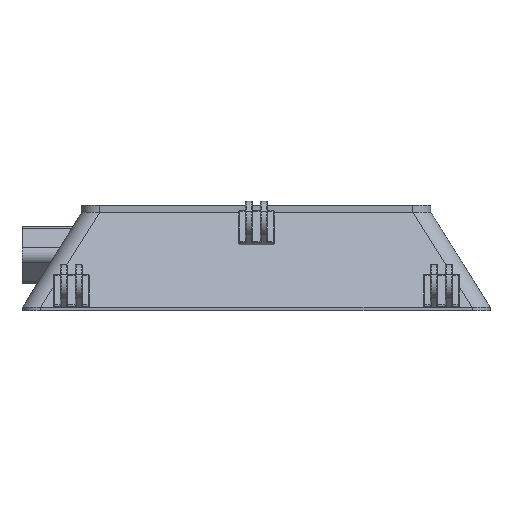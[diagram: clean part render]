
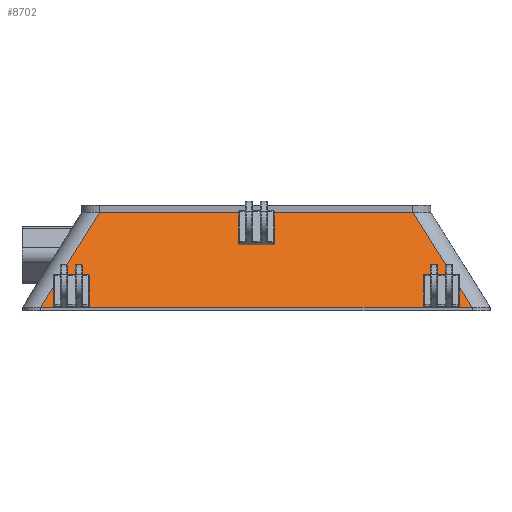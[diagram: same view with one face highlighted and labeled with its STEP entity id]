
A CAD part, front view. The second image highlights one B-rep face of the part: STEP entity #8702.
In plain terms, the highlighted free-form (B-spline) face has degree [1, 1] with [2, 2] control points.
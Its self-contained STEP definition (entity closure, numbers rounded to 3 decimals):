
#7355 = VERTEX_POINT('',#7356);
#7356 = CARTESIAN_POINT('',(91.,-57.5,1.5));
#7363 = EDGE_CURVE('',#7355,#7364,#7366,.T.);
#7364 = VERTEX_POINT('',#7365);
#7365 = CARTESIAN_POINT('',(-91.,-57.5,1.5));
#7366 = LINE('',#7367,#7368);
#7367 = CARTESIAN_POINT('',(91.,-57.5,1.5));
#7368 = VECTOR('',#7369,1.);
#7369 = DIRECTION('',(-1.,0.,0.));
#7824 = VERTEX_POINT('',#7825);
#7825 = CARTESIAN_POINT('',(-66.,-39.5,41.5));
#8379 = VERTEX_POINT('',#8380);
#8380 = CARTESIAN_POINT('',(66.,-39.5,41.5));
#8387 = EDGE_CURVE('',#8379,#7824,#8388,.T.);
#8388 = LINE('',#8389,#8390);
#8389 = CARTESIAN_POINT('',(66.,-39.5,41.5));
#8390 = VECTOR('',#8391,1.);
#8391 = DIRECTION('',(-1.,0.,0.));
#8677 = EDGE_CURVE('',#7355,#8379,#8678,.T.);
#8678 = B_SPLINE_CURVE_WITH_KNOTS('',1,(#8679,#8680),.UNSPECIFIED.,.F.,
  .F.,(2,2),(0.,1.),.PIECEWISE_BEZIER_KNOTS.);
#8679 = CARTESIAN_POINT('',(91.,-57.5,1.5));
#8680 = CARTESIAN_POINT('',(66.,-39.5,41.5));
#8702 = ADVANCED_FACE('',(#8703),#8713,.F.);
#8703 = FACE_BOUND('',#8704,.F.);
#8704 = EDGE_LOOP('',(#8705,#8706,#8711,#8712));
#8705 = ORIENTED_EDGE('',*,*,#7363,.T.);
#8706 = ORIENTED_EDGE('',*,*,#8707,.T.);
#8707 = EDGE_CURVE('',#7364,#7824,#8708,.T.);
#8708 = B_SPLINE_CURVE_WITH_KNOTS('',1,(#8709,#8710),.UNSPECIFIED.,.F.,
  .F.,(2,2),(0.,1.),.PIECEWISE_BEZIER_KNOTS.);
#8709 = CARTESIAN_POINT('',(-91.,-57.5,1.5));
#8710 = CARTESIAN_POINT('',(-66.,-39.5,41.5));
#8711 = ORIENTED_EDGE('',*,*,#8387,.F.);
#8712 = ORIENTED_EDGE('',*,*,#8677,.F.);
#8713 = B_SPLINE_SURFACE_WITH_KNOTS('',1,1,(
    (#8714,#8715)
    ,(#8716,#8717
    )),.UNSPECIFIED.,.F.,.F.,.F.,(2,2),(2,2),(0.,182.),(0.,1.),
  .PIECEWISE_BEZIER_KNOTS.);
#8714 = CARTESIAN_POINT('',(91.,-57.5,1.5));
#8715 = CARTESIAN_POINT('',(66.,-39.5,41.5));
#8716 = CARTESIAN_POINT('',(-91.,-57.5,1.5));
#8717 = CARTESIAN_POINT('',(-66.,-39.5,41.5));
